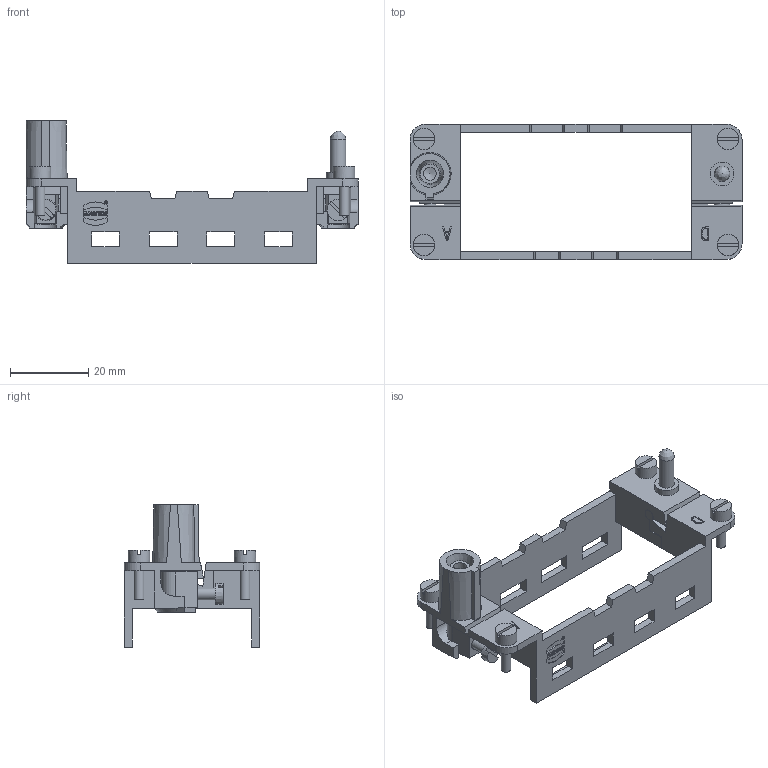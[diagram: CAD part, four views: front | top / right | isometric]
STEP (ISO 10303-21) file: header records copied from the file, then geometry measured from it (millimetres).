
FILE_DESCRIPTION(/* description */ (''),/* implementation_level */ '2;1');
FILE_NAME(/* name */ '100663485ugm000_b.stp',/* time_stamp */ '2020-02-14T10:02:41+01:00',/* author */ (''),/* organization */ (''),/* preprocessor_version */ 'ST-DEVELOPER v16.7',/* originating_system */ 'SIEMENS PLM Software NX 12.0',/* authorisation */ '');
FILE_SCHEMA (('AUTOMOTIVE_DESIGN { 1 0 10303 214 3 1 1 1 }'));
Length unit declared in the file: millimetre
Products named in the file (1): 100663485ugm000_b
Bounding box: 84.65 x 34.5 x 36.3 mm (x, y, z)
Volume: 10700.9 mm3; surface area: 12117.7 mm2
Topology: 2 solids, 2 shells, 395 faces, 1318 edges, 1225 vertices
Faces by surface type: plane 319, cylinder 44, cone 13, extrusion 12, bspline 7
Full cylindrical faces by diameter (mm): 0.683 x1, 0.807 x1, 2.5 x5, 3 x1, 3.3 x1, 3.35 x1, 3.975 x2, 4 x1, 4.75 x1, 5.5 x5, 5.6 x1, 5.85 x1, 6.05 x1
Entity records: 16418 total; most frequent: CARTESIAN_POINT 3541, DIRECTION 2061, ORIENTED_EDGE 1992, VECTOR 997, EDGE_CURVE 996, LINE 985, VERTEX_POINT 685, AXIS2_PLACEMENT_3D 532
